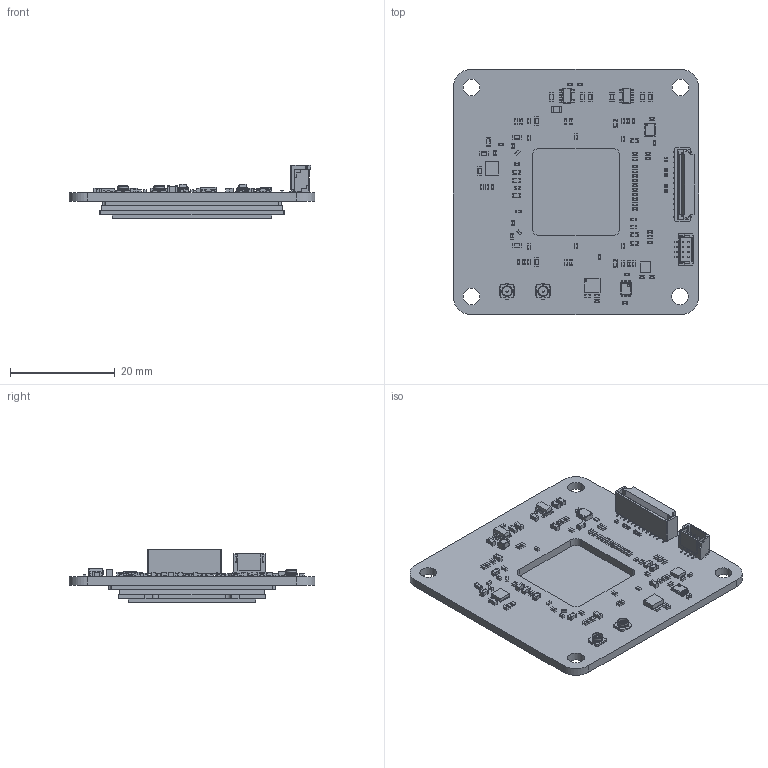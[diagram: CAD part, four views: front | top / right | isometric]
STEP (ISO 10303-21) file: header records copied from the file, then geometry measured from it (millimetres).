
FILE_DESCRIPTION(/* description */ ('KiCad electronic assembly'),/* implementation_level */ '2;1');
FILE_NAME(/* name */ 'FourthirdEye v3.step',/* time_stamp */ '2025-11-23T20:06:25-08:00',/* author */ (''),/* organization */ (''),/* preprocessor_version */ 'ST-DEVELOPER v20.1',/* originating_system */ 'Autodesk Translation Framework v14.17.0.0',/* authorisation */ '');
FILE_SCHEMA (('AUTOMOTIVE_DESIGN { 1 0 10303 214 3 1 1 }'));
Products named in the file (37): FourthirdEye 1; ECS-2520S33-250-FN-TR; ECS-2520S18-050-EN-TR; ICM-42688-P; ICM-42688-P_1; TMP117MAIDRVR; DRV0006B_ASM; BM04B-SRSS-TBT(LF)(SN)--3DModel-STEP-56544; BM04B-SRSS-TBT(LF)(SN); L_0805_2012Metric; L_0805_2012Metric_1; L_0402_1005Metric; L_0402_1005Metric_1; TF38-22S-0.5SV_4800216030_3D_stp; TF38-22S-0.5SV_T; DCU0008A; DCU0008A_ASM; NFM18PS105R0J3D; NFM18PS105R0J3D_1; TPS7A9001DSKR; DSK0010A_ASM; _autosave-FourThirdsEye_Small_PCB; SOT-23-5; SOT_23_5; R_0402_1005Metric; R_0402_1005Metric_1; U.FL_Hirose_U.FL-R-SMT-1_Vertical; U.FL_Hirose_U.FL-R-SMT-1_Vertical_1; L_0603_1608Metric; L_0603_1608Metric_1; C_0603_1608Metric; C_0603_1608Metric_1; C_0402_1005Metric; C_0402_1005Metric_1; DLM0QSN900HY2D; DLM0QSB120HY2D; IMX294
Assembly tree (123 placements, depth 3):
  FourthirdEye 1
    DLM0QSN900HY2D  x5
      DLM0QSB120HY2D
    R_0402_1005Metric  x9
      R_0402_1005Metric_1
    ECS-2520S33-250-FN-TR
      ECS-2520S18-050-EN-TR
    C_0402_1005Metric  x56
      C_0402_1005Metric_1
    U.FL_Hirose_U.FL-R-SMT-1_Vertical  x2
      U.FL_Hirose_U.FL-R-SMT-1_Vertical_1
    ICM-42688-P
      ICM-42688-P_1
    C_0603_1608Metric  x18
      C_0603_1608Metric_1
    TMP117MAIDRVR
      DRV0006B_ASM
    SOT-23-5  x2
      SOT_23_5
    BM04B-SRSS-TBT(LF)(SN)--3DModel-STEP-56544
      BM04B-SRSS-TBT(LF)(SN)
    L_0805_2012Metric
      L_0805_2012Metric_1
    L_0603_1608Metric  x2
      L_0603_1608Metric_1
    L_0402_1005Metric
      L_0402_1005Metric_1
    TF38-22S-0.5SV_4800216030_3D_stp
      TF38-22S-0.5SV_T
    DCU0008A
      DCU0008A_ASM
    NFM18PS105R0J3D
      NFM18PS105R0J3D_1
    TPS7A9001DSKR
      DSK0010A_ASM
    _autosave-FourThirdsEye_Small_PCB
    IMX294
Bounding box: 47 x 47 x 10.21 mm (x, y, z)
Volume: 5637 mm3; surface area: 12158.7 mm2
Topology: 178 solids, 178 shells, 5060 faces, 13474 edges, 8881 vertices
Faces by surface type: plane 3518, cylinder 1506, sphere 18, bspline 8, cone 6, torus 4
Full cylindrical faces by diameter (mm): 0.25 x3, 0.4 x2, 0.5 x1, 1.8 x2, 1.92 x2, 2 x4, 3.2 x4
Entity records: 81080 total; most frequent: CARTESIAN_POINT 15421, ORIENTED_EDGE 13554, DIRECTION 12863, EDGE_CURVE 6777, LINE 5839, VECTOR 5839, VERTEX_POINT 4463, AXIS2_PLACEMENT_3D 3512
